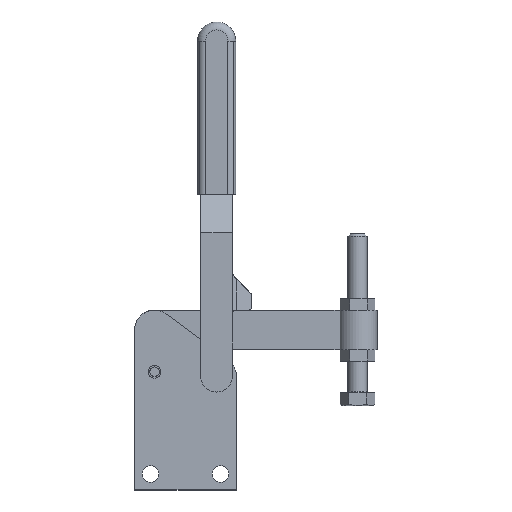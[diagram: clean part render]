
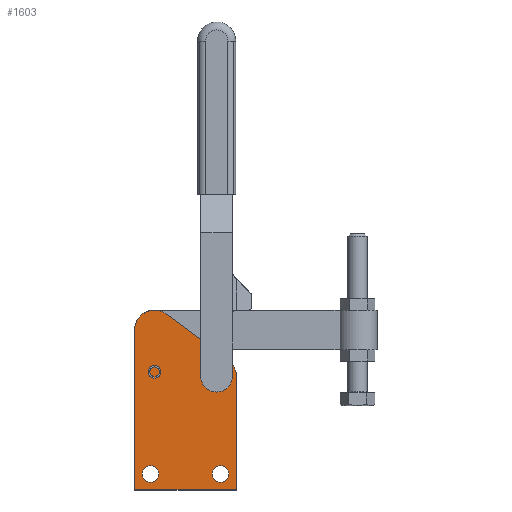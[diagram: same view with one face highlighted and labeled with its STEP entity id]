
A CAD part, top view. The second image highlights one B-rep face of the part: STEP entity #1603.
In plain terms, the highlighted planar face has unit normal (0, 0, 1).
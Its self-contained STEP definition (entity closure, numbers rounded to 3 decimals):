
#405=CARTESIAN_POINT('',(-880.493,135.644,12.25));
#406=VERTEX_POINT('',#405);
#422=CARTESIAN_POINT('',(-884.203,140.061,12.25));
#423=VERTEX_POINT('',#422);
#430=CARTESIAN_POINT('',(-891.661,130.031,12.25));
#431=DIRECTION('',(0.0,0.0,-1.0));
#432=DIRECTION('',(0.894,0.449,0.0));
#433=AXIS2_PLACEMENT_3D('',#430,#431,#432);
#434=CIRCLE('',#433,12.5);
#435=EDGE_CURVE('',#423,#406,#434,.T.);
#447=CARTESIAN_POINT('',(-936.275,170.199,12.25));
#448=VERTEX_POINT('',#447);
#464=CARTESIAN_POINT('',(-943.161,159.031,12.25));
#465=VERTEX_POINT('',#464);
#472=CARTESIAN_POINT('',(-930.661,159.031,12.25));
#473=DIRECTION('',(0.0,0.0,-1.0));
#474=DIRECTION('',(-0.449,0.894,0.0));
#475=AXIS2_PLACEMENT_3D('',#472,#473,#474);
#476=CIRCLE('',#475,12.5);
#477=EDGE_CURVE('',#465,#448,#476,.T.);
#487=CARTESIAN_POINT('',(-887.661,130.031,12.25));
#488=VERTEX_POINT('',#487);
#497=CARTESIAN_POINT('',(-895.661,130.031,12.25));
#498=VERTEX_POINT('',#497);
#499=CARTESIAN_POINT('',(-891.661,130.031,12.25));
#500=DIRECTION('',(0.0,0.0,-1.0));
#501=DIRECTION('',(1.0,0.0,0.0));
#502=AXIS2_PLACEMENT_3D('',#499,#500,#501);
#503=CIRCLE('',#502,4.0);
#504=EDGE_CURVE('',#498,#488,#503,.T.);
#529=CARTESIAN_POINT('',(-927.911,68.531,12.25));
#530=VERTEX_POINT('',#529);
#539=CARTESIAN_POINT('',(-938.411,68.531,12.25));
#540=VERTEX_POINT('',#539);
#541=CARTESIAN_POINT('',(-933.161,68.531,12.25));
#542=DIRECTION('',(0.0,0.0,-1.0));
#543=DIRECTION('',(1.0,0.0,0.0));
#544=AXIS2_PLACEMENT_3D('',#541,#542,#543);
#545=CIRCLE('',#544,5.25);
#546=EDGE_CURVE('',#540,#530,#545,.T.);
#571=CARTESIAN_POINT('',(-883.911,68.531,12.25));
#572=VERTEX_POINT('',#571);
#581=CARTESIAN_POINT('',(-894.411,68.531,12.25));
#582=VERTEX_POINT('',#581);
#583=CARTESIAN_POINT('',(-889.161,68.531,12.25));
#584=DIRECTION('',(0.0,0.0,-1.0));
#585=DIRECTION('',(1.0,0.0,0.0));
#586=AXIS2_PLACEMENT_3D('',#583,#584,#585);
#587=CIRCLE('',#586,5.25);
#588=EDGE_CURVE('',#582,#572,#587,.T.);
#739=CARTESIAN_POINT('',(-930.661,135.769,12.25));
#740=VERTEX_POINT('',#739);
#749=CARTESIAN_POINT('',(-930.161,129.811,12.25));
#750=VERTEX_POINT('',#749);
#751=CARTESIAN_POINT('',(-930.661,132.769,12.25));
#752=DIRECTION('',(0.0,0.0,1.0));
#753=DIRECTION('',(0.0,1.0,0.0));
#754=AXIS2_PLACEMENT_3D('',#751,#752,#753);
#755=CIRCLE('',#754,3.);
#756=EDGE_CURVE('',#750,#740,#755,.T.);
#823=CARTESIAN_POINT('',(-930.661,136.769,12.25));
#824=VERTEX_POINT('',#823);
#833=CARTESIAN_POINT('',(-931.161,128.801,12.25));
#834=VERTEX_POINT('',#833);
#835=CARTESIAN_POINT('',(-930.661,132.769,12.25));
#836=DIRECTION('',(0.0,0.0,-1.0));
#837=DIRECTION('',(0.0,1.0,0.0));
#838=AXIS2_PLACEMENT_3D('',#835,#836,#837);
#839=CIRCLE('',#838,4.);
#840=EDGE_CURVE('',#834,#824,#839,.T.);
#941=CARTESIAN_POINT('',(-930.161,128.801,12.25));
#942=VERTEX_POINT('',#941);
#949=CARTESIAN_POINT('',(-930.661,132.769,12.25));
#950=DIRECTION('',(0.0,0.0,-1.0));
#951=DIRECTION('',(0.0,1.0,0.0));
#952=AXIS2_PLACEMENT_3D('',#949,#950,#951);
#953=CIRCLE('',#952,4.);
#954=EDGE_CURVE('',#824,#942,#953,.T.);
#997=CARTESIAN_POINT('',(-931.161,129.811,12.25));
#998=VERTEX_POINT('',#997);
#999=CARTESIAN_POINT('',(-931.161,129.811,12.25));
#1000=DIRECTION('',(0.0,-1.0,0.0));
#1001=VECTOR('',#1000,1.011);
#1002=LINE('',#999,#1001);
#1003=EDGE_CURVE('',#998,#834,#1002,.T.);
#1112=CARTESIAN_POINT('',(-930.161,128.801,12.25));
#1113=DIRECTION('',(0.,1.0,0.0));
#1114=VECTOR('',#1113,1.011);
#1115=LINE('',#1112,#1114);
#1116=EDGE_CURVE('',#942,#750,#1115,.T.);
#1143=CARTESIAN_POINT('',(-930.661,132.769,12.25));
#1144=DIRECTION('',(0.0,0.0,1.0));
#1145=DIRECTION('',(0.0,1.0,0.0));
#1146=AXIS2_PLACEMENT_3D('',#1143,#1144,#1145);
#1147=CIRCLE('',#1146,3.);
#1148=EDGE_CURVE('',#740,#998,#1147,.T.);
#1298=CARTESIAN_POINT('',(-889.161,68.531,12.25));
#1299=DIRECTION('',(0.0,0.0,-1.0));
#1300=DIRECTION('',(1.0,0.0,0.0));
#1301=AXIS2_PLACEMENT_3D('',#1298,#1299,#1300);
#1302=CIRCLE('',#1301,5.25);
#1303=EDGE_CURVE('',#572,#582,#1302,.T.);
#1322=CARTESIAN_POINT('',(-933.161,68.531,12.25));
#1323=DIRECTION('',(0.0,0.0,-1.0));
#1324=DIRECTION('',(1.0,0.0,0.0));
#1325=AXIS2_PLACEMENT_3D('',#1322,#1323,#1324);
#1326=CIRCLE('',#1325,5.25);
#1327=EDGE_CURVE('',#530,#540,#1326,.T.);
#1346=CARTESIAN_POINT('',(-891.661,130.031,12.25));
#1347=DIRECTION('',(0.0,0.0,-1.0));
#1348=DIRECTION('',(1.0,0.0,0.0));
#1349=AXIS2_PLACEMENT_3D('',#1346,#1347,#1348);
#1350=CIRCLE('',#1349,4.0);
#1351=EDGE_CURVE('',#488,#498,#1350,.T.);
#1362=CARTESIAN_POINT('',(-923.203,169.061,12.25));
#1363=VERTEX_POINT('',#1362);
#1364=CARTESIAN_POINT('',(-930.661,159.031,12.25));
#1365=DIRECTION('',(0.0,0.0,-1.0));
#1366=DIRECTION('',(-0.449,0.894,0.0));
#1367=AXIS2_PLACEMENT_3D('',#1364,#1365,#1366);
#1368=CIRCLE('',#1367,12.5);
#1369=EDGE_CURVE('',#448,#1363,#1368,.T.);
#1394=CARTESIAN_POINT('',(-923.203,169.061,12.25));
#1395=DIRECTION('',(0.802,-0.597,0.0));
#1396=VECTOR('',#1395,48.6);
#1397=LINE('',#1394,#1396);
#1398=EDGE_CURVE('',#1363,#423,#1397,.T.);
#1417=CARTESIAN_POINT('',(-879.161,130.031,12.25));
#1418=VERTEX_POINT('',#1417);
#1419=CARTESIAN_POINT('',(-891.661,130.031,12.25));
#1420=DIRECTION('',(0.0,0.0,-1.0));
#1421=DIRECTION('',(0.894,0.449,0.0));
#1422=AXIS2_PLACEMENT_3D('',#1419,#1420,#1421);
#1423=CIRCLE('',#1422,12.5);
#1424=EDGE_CURVE('',#406,#1418,#1423,.T.);
#1449=CARTESIAN_POINT('',(-879.161,58.531,12.25));
#1450=VERTEX_POINT('',#1449);
#1451=CARTESIAN_POINT('',(-879.161,130.031,12.25));
#1452=DIRECTION('',(0.0,-1.0,0.0));
#1453=VECTOR('',#1452,71.5);
#1454=LINE('',#1451,#1453);
#1455=EDGE_CURVE('',#1418,#1450,#1454,.T.);
#1480=CARTESIAN_POINT('',(-943.161,58.531,12.25));
#1481=VERTEX_POINT('',#1480);
#1482=CARTESIAN_POINT('',(-879.161,58.531,12.25));
#1483=DIRECTION('',(-1.0,0.0,0.0));
#1484=VECTOR('',#1483,64.);
#1485=LINE('',#1482,#1484);
#1486=EDGE_CURVE('',#1450,#1481,#1485,.T.);
#1511=CARTESIAN_POINT('',(-943.161,58.531,12.25));
#1512=DIRECTION('',(0.0,1.0,0.0));
#1513=VECTOR('',#1512,100.5);
#1514=LINE('',#1511,#1513);
#1515=EDGE_CURVE('',#1481,#465,#1514,.T.);
#1568=CARTESIAN_POINT('',(-943.161,159.031,12.25));
#1569=DIRECTION('',(0.0,0.0,1.0));
#1570=DIRECTION('',(1.0,0.0,0.0));
#1571=AXIS2_PLACEMENT_3D('',#1568,#1569,#1570);
#1572=PLANE('',#1571);
#1573=ORIENTED_EDGE('',*,*,#477,.F.);
#1574=ORIENTED_EDGE('',*,*,#1515,.F.);
#1575=ORIENTED_EDGE('',*,*,#1486,.F.);
#1576=ORIENTED_EDGE('',*,*,#1455,.F.);
#1577=ORIENTED_EDGE('',*,*,#1424,.F.);
#1578=ORIENTED_EDGE('',*,*,#435,.F.);
#1579=ORIENTED_EDGE('',*,*,#1398,.F.);
#1580=ORIENTED_EDGE('',*,*,#1369,.F.);
#1581=EDGE_LOOP('',(#1573,#1574,#1575,#1576,#1577,#1578,#1579,#1580));
#1582=FACE_OUTER_BOUND('',#1581,.T.);
#1583=ORIENTED_EDGE('',*,*,#756,.T.);
#1584=ORIENTED_EDGE('',*,*,#1148,.T.);
#1585=ORIENTED_EDGE('',*,*,#1003,.T.);
#1586=ORIENTED_EDGE('',*,*,#840,.T.);
#1587=ORIENTED_EDGE('',*,*,#954,.T.);
#1588=ORIENTED_EDGE('',*,*,#1116,.T.);
#1589=EDGE_LOOP('',(#1583,#1584,#1585,#1586,#1587,#1588));
#1590=FACE_BOUND('',#1589,.T.);
#1591=ORIENTED_EDGE('',*,*,#588,.T.);
#1592=ORIENTED_EDGE('',*,*,#1303,.T.);
#1593=EDGE_LOOP('',(#1591,#1592));
#1594=FACE_BOUND('',#1593,.T.);
#1595=ORIENTED_EDGE('',*,*,#546,.T.);
#1596=ORIENTED_EDGE('',*,*,#1327,.T.);
#1597=EDGE_LOOP('',(#1595,#1596));
#1598=FACE_BOUND('',#1597,.T.);
#1599=ORIENTED_EDGE('',*,*,#504,.T.);
#1600=ORIENTED_EDGE('',*,*,#1351,.T.);
#1601=EDGE_LOOP('',(#1599,#1600));
#1602=FACE_BOUND('',#1601,.T.);
#1603=ADVANCED_FACE('',(#1582,#1590,#1594,#1598,#1602),#1572,.T.);
